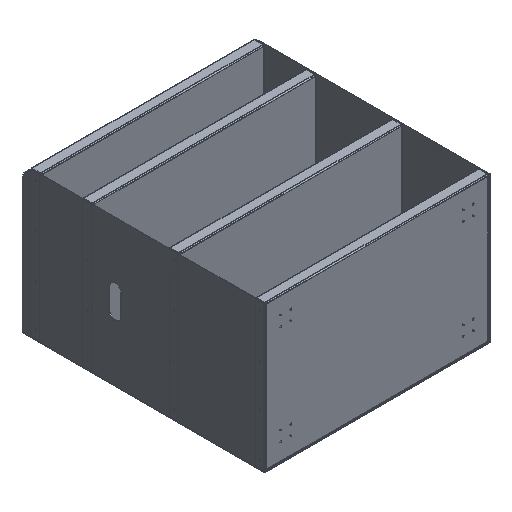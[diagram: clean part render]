
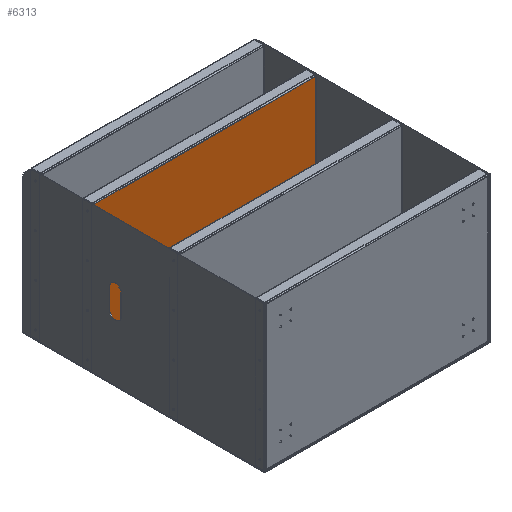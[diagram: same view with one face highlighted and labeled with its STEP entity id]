
A CAD part, isometric view. The second image highlights one B-rep face of the part: STEP entity #6313.
In plain terms, the highlighted planar face has unit normal (0, -1, 0).
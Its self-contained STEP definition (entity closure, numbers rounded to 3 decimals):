
#154 = ORIENTED_EDGE ( 'NONE', *, *, #8057, .F. ) ;
#179 = CARTESIAN_POINT ( 'NONE',  ( 395.492, -1.897, -255.563 ) ) ;
#359 = CARTESIAN_POINT ( 'NONE',  ( -397.396, -1.897, -255.563 ) ) ;
#411 = CARTESIAN_POINT ( 'NONE',  ( 395.527, -1.897, -255.527 ) ) ;
#566 = VERTEX_POINT ( 'NONE', #10720 ) ;
#570 = ORIENTED_EDGE ( 'NONE', *, *, #7118, .F. ) ;
#723 = VECTOR ( 'NONE', #6281, 1000. ) ;
#773 = CIRCLE ( 'NONE', #2513, 0.05 ) ;
#1027 = CARTESIAN_POINT ( 'NONE',  ( 395.527, -1.897, 255.527 ) ) ;
#1370 = ORIENTED_EDGE ( 'NONE', *, *, #1476, .T. ) ;
#1393 = DIRECTION ( 'NONE',  ( 0., -1., 0. ) ) ;
#1476 = EDGE_CURVE ( 'NONE', #2603, #5753, #10500, .T. ) ;
#1585 = CARTESIAN_POINT ( 'NONE',  ( -395.527, -1.897, 255.527 ) ) ;
#1734 = CARTESIAN_POINT ( 'NONE',  ( 395.492, -1.897, 255.563 ) ) ;
#1920 = CARTESIAN_POINT ( 'NONE',  ( -395.527, -1.897, -255.527 ) ) ;
#2020 = ORIENTED_EDGE ( 'NONE', *, *, #3007, .T. ) ;
#2148 = ORIENTED_EDGE ( 'NONE', *, *, #2268, .F. ) ;
#2267 = LINE ( 'NONE', #5887, #7126 ) ;
#2268 = EDGE_CURVE ( 'NONE', #9983, #5753, #773, .T. ) ;
#2273 = PLANE ( 'NONE',  #9381 ) ;
#2322 = CIRCLE ( 'NONE', #11912, 0.05 ) ;
#2406 = EDGE_LOOP ( 'NONE', ( #5565, #3953, #154, #2020, #570, #1370, #2148, #5152, #3081, #5768 ) ) ;
#2414 = CARTESIAN_POINT ( 'NONE',  ( 397.396, -1.897, 255.563 ) ) ;
#2442 = VECTOR ( 'NONE', #4203, 1000. ) ;
#2513 = AXIS2_PLACEMENT_3D ( 'NONE', #411, #10888, #11857 ) ;
#2514 = VERTEX_POINT ( 'NONE', #1734 ) ;
#2603 = VERTEX_POINT ( 'NONE', #7674 ) ;
#2867 = CARTESIAN_POINT ( 'NONE',  ( 395.527, -1.897, 255.477 ) ) ;
#3007 = EDGE_CURVE ( 'NONE', #5298, #3335, #9847, .T. ) ;
#3081 = ORIENTED_EDGE ( 'NONE', *, *, #5141, .F. ) ;
#3084 = DIRECTION ( 'NONE',  ( 0., 1., 0. ) ) ;
#3159 = EDGE_CURVE ( 'NONE', #2514, #3223, #3228, .T. ) ;
#3223 = VERTEX_POINT ( 'NONE', #2867 ) ;
#3228 = CIRCLE ( 'NONE', #6817, 0.05 ) ;
#3335 = VERTEX_POINT ( 'NONE', #7831 ) ;
#3628 = CARTESIAN_POINT ( 'NONE',  ( -395.527, -1.897, 255.527 ) ) ;
#3744 = LINE ( 'NONE', #2414, #723 ) ;
#3904 = DIRECTION ( 'NONE',  ( 0., -1., 0. ) ) ;
#3934 = DIRECTION ( 'NONE',  ( 0., 0., -1. ) ) ;
#3953 = ORIENTED_EDGE ( 'NONE', *, *, #10249, .F. ) ;
#4203 = DIRECTION ( 'NONE',  ( 1., 0., 0. ) ) ;
#4216 = CIRCLE ( 'NONE', #6930, 0.05 ) ;
#4338 = DIRECTION ( 'NONE',  ( 0., 0., -1. ) ) ;
#4430 = CARTESIAN_POINT ( 'NONE',  ( -395.492, -1.897, 255.563 ) ) ;
#4531 = DIRECTION ( 'NONE',  ( 0., -1., 0. ) ) ;
#5141 = EDGE_CURVE ( 'NONE', #3223, #9683, #8649, .T. ) ;
#5152 = ORIENTED_EDGE ( 'NONE', *, *, #5540, .T. ) ;
#5298 = VERTEX_POINT ( 'NONE', #6370 ) ;
#5540 = EDGE_CURVE ( 'NONE', #9983, #9683, #2267, .T. ) ;
#5544 = CIRCLE ( 'NONE', #7114, 0.05 ) ;
#5565 = ORIENTED_EDGE ( 'NONE', *, *, #7456, .T. ) ;
#5696 = DIRECTION ( 'NONE',  ( 0., 0., -1. ) ) ;
#5753 = VERTEX_POINT ( 'NONE', #179 ) ;
#5768 = ORIENTED_EDGE ( 'NONE', *, *, #3159, .F. ) ;
#5887 = CARTESIAN_POINT ( 'NONE',  ( 395.563, -1.897, -257.396 ) ) ;
#6281 = DIRECTION ( 'NONE',  ( -1., 0., 0. ) ) ;
#6313 = ADVANCED_FACE ( 'NONE', ( #7701 ), #2273, .F. ) ;
#6370 = CARTESIAN_POINT ( 'NONE',  ( -395.563, -1.897, 255.492 ) ) ;
#6766 = DIRECTION ( 'NONE',  ( 0., -1., 0. ) ) ;
#6817 = AXIS2_PLACEMENT_3D ( 'NONE', #1027, #6766, #3934 ) ;
#6930 = AXIS2_PLACEMENT_3D ( 'NONE', #1920, #3904, #11679 ) ;
#6985 = DIRECTION ( 'NONE',  ( 0., 0., 1. ) ) ;
#7114 = AXIS2_PLACEMENT_3D ( 'NONE', #1585, #4531, #10389 ) ;
#7118 = EDGE_CURVE ( 'NONE', #2603, #3335, #4216, .T. ) ;
#7126 = VECTOR ( 'NONE', #7836, 1000. ) ;
#7444 = VERTEX_POINT ( 'NONE', #4430 ) ;
#7456 = EDGE_CURVE ( 'NONE', #2514, #7444, #3744, .T. ) ;
#7674 = CARTESIAN_POINT ( 'NONE',  ( -395.492, -1.897, -255.563 ) ) ;
#7701 = FACE_OUTER_BOUND ( 'NONE', #2406, .T. ) ;
#7831 = CARTESIAN_POINT ( 'NONE',  ( -395.563, -1.897, -255.492 ) ) ;
#7836 = DIRECTION ( 'NONE',  ( 0., 0., 1. ) ) ;
#8057 = EDGE_CURVE ( 'NONE', #5298, #566, #5544, .T. ) ;
#8202 = DIRECTION ( 'NONE',  ( 0., 0., -1. ) ) ;
#8593 = DIRECTION ( 'NONE',  ( 0., -1., 0. ) ) ;
#8649 = CIRCLE ( 'NONE', #12536, 0.05 ) ;
#8820 = CARTESIAN_POINT ( 'NONE',  ( 395.563, -1.897, -255.492 ) ) ;
#8994 = CARTESIAN_POINT ( 'NONE',  ( 0., -1.897, 0. ) ) ;
#9176 = CARTESIAN_POINT ( 'NONE',  ( -395.563, -1.897, 257.396 ) ) ;
#9381 = AXIS2_PLACEMENT_3D ( 'NONE', #8994, #3084, #6985 ) ;
#9386 = CARTESIAN_POINT ( 'NONE',  ( 395.563, -1.897, 255.492 ) ) ;
#9683 = VERTEX_POINT ( 'NONE', #9386 ) ;
#9847 = LINE ( 'NONE', #9176, #11371 ) ;
#9983 = VERTEX_POINT ( 'NONE', #8820 ) ;
#10249 = EDGE_CURVE ( 'NONE', #566, #7444, #2322, .T. ) ;
#10389 = DIRECTION ( 'NONE',  ( 0., 0., -1. ) ) ;
#10500 = LINE ( 'NONE', #359, #2442 ) ;
#10720 = CARTESIAN_POINT ( 'NONE',  ( -395.527, -1.897, 255.477 ) ) ;
#10888 = DIRECTION ( 'NONE',  ( 0., -1., 0. ) ) ;
#11371 = VECTOR ( 'NONE', #4338, 1000. ) ;
#11679 = DIRECTION ( 'NONE',  ( 0., 0., -1. ) ) ;
#11857 = DIRECTION ( 'NONE',  ( 0., 0., -1. ) ) ;
#11912 = AXIS2_PLACEMENT_3D ( 'NONE', #3628, #8593, #5696 ) ;
#12075 = CARTESIAN_POINT ( 'NONE',  ( 395.527, -1.897, 255.527 ) ) ;
#12536 = AXIS2_PLACEMENT_3D ( 'NONE', #12075, #1393, #8202 ) ;
